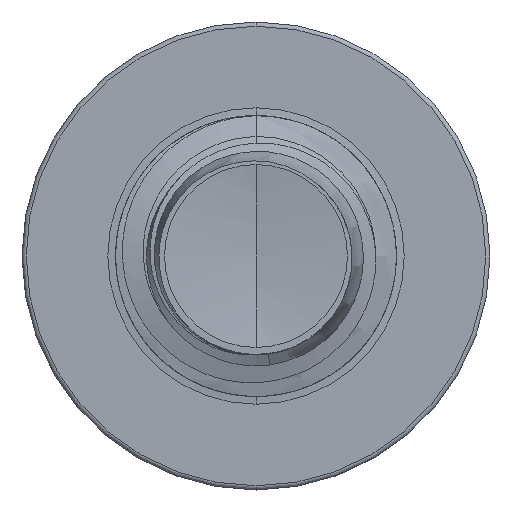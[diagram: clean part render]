
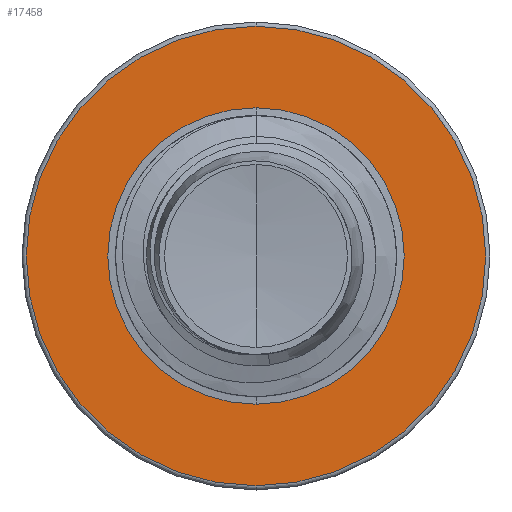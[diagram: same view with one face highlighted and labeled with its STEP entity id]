
A CAD part, front view. The second image highlights one B-rep face of the part: STEP entity #17458.
In plain terms, the highlighted planar face has unit normal (0, -1, 0).
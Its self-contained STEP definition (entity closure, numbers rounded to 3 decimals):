
#1362 = VERTEX_POINT ( 'NONE', #10737 ) ;
#1614 = AXIS2_PLACEMENT_3D ( 'NONE', #17518, #5291, #26752 ) ;
#1769 = PLANE ( 'NONE',  #1614 ) ;
#2560 = CARTESIAN_POINT ( 'NONE',  ( 0., 25., 0. ) ) ;
#2916 = AXIS2_PLACEMENT_3D ( 'NONE', #28654, #10490, #31535 ) ;
#5291 = DIRECTION ( 'NONE',  ( 0., 1., 0. ) ) ;
#5789 = DIRECTION ( 'NONE',  ( 0., 0., 1. ) ) ;
#5858 = CARTESIAN_POINT ( 'NONE',  ( 0., 25., 0. ) ) ;
#6422 = VERTEX_POINT ( 'NONE', #19044 ) ;
#7287 = ORIENTED_EDGE ( 'NONE', *, *, #34034, .F. ) ;
#7737 = FACE_BOUND ( 'NONE', #37329, .T. ) ;
#8325 = CIRCLE ( 'NONE', #2916, 3.683 ) ;
#9030 = DIRECTION ( 'NONE',  ( 0., 0., 1. ) ) ;
#10490 = DIRECTION ( 'NONE',  ( 0., 1., 0. ) ) ;
#10737 = CARTESIAN_POINT ( 'NONE',  ( 0., 25., -3.682 ) ) ;
#15357 = DIRECTION ( 'NONE',  ( 0., 1., 0. ) ) ;
#15568 = CIRCLE ( 'NONE', #17001, 2.375 ) ;
#17001 = AXIS2_PLACEMENT_3D ( 'NONE', #5858, #27279, #9030 ) ;
#17217 = VERTEX_POINT ( 'NONE', #36578 ) ;
#17458 = ADVANCED_FACE ( 'NONE', ( #26219, #7737 ), #1769, .F. ) ;
#17518 = CARTESIAN_POINT ( 'NONE',  ( 0., 25., -2.375 ) ) ;
#19044 = CARTESIAN_POINT ( 'NONE',  ( 0., 25., -2.375 ) ) ;
#21560 = VERTEX_POINT ( 'NONE', #24323 ) ;
#23771 = EDGE_CURVE ( 'NONE', #21560, #1362, #8325, .T. ) ;
#24246 = DIRECTION ( 'NONE',  ( 0., 1., 0. ) ) ;
#24323 = CARTESIAN_POINT ( 'NONE',  ( 0., 25., 3.683 ) ) ;
#24590 = ORIENTED_EDGE ( 'NONE', *, *, #24597, .T. ) ;
#24597 = EDGE_CURVE ( 'NONE', #6422, #17217, #35538, .T. ) ;
#26219 = FACE_OUTER_BOUND ( 'NONE', #33660, .T. ) ;
#26752 = DIRECTION ( 'NONE',  ( 0., 0., 1. ) ) ;
#27279 = DIRECTION ( 'NONE',  ( 0., 1., 0. ) ) ;
#28654 = CARTESIAN_POINT ( 'NONE',  ( 0., 25., 0. ) ) ;
#30532 = ORIENTED_EDGE ( 'NONE', *, *, #23771, .F. ) ;
#31351 = CIRCLE ( 'NONE', #35486, 3.683 ) ;
#31445 = ORIENTED_EDGE ( 'NONE', *, *, #33989, .T. ) ;
#31535 = DIRECTION ( 'NONE',  ( 0., 0., 1. ) ) ;
#31539 = AXIS2_PLACEMENT_3D ( 'NONE', #2560, #24246, #5789 ) ;
#33079 = CARTESIAN_POINT ( 'NONE',  ( 0., 25., 0. ) ) ;
#33660 = EDGE_LOOP ( 'NONE', ( #30532, #7287 ) ) ;
#33989 = EDGE_CURVE ( 'NONE', #17217, #6422, #15568, .T. ) ;
#34034 = EDGE_CURVE ( 'NONE', #1362, #21560, #31351, .T. ) ;
#35486 = AXIS2_PLACEMENT_3D ( 'NONE', #33079, #15357, #36040 ) ;
#35538 = CIRCLE ( 'NONE', #31539, 2.375 ) ;
#36040 = DIRECTION ( 'NONE',  ( 0., 0., 1. ) ) ;
#36578 = CARTESIAN_POINT ( 'NONE',  ( 0., 25., 2.375 ) ) ;
#37329 = EDGE_LOOP ( 'NONE', ( #31445, #24590 ) ) ;
